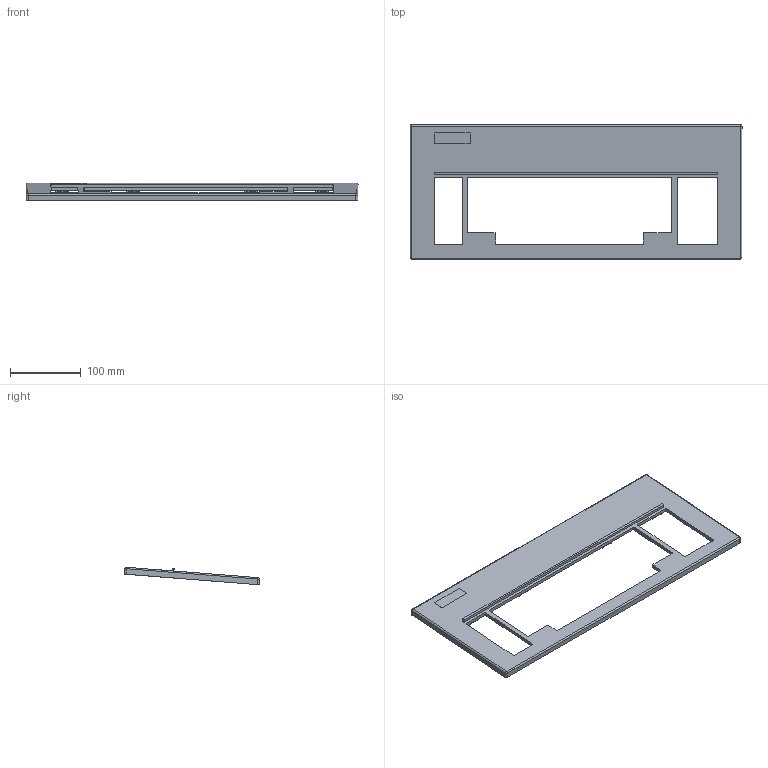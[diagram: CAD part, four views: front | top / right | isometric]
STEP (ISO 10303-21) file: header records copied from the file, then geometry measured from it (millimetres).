
FILE_DESCRIPTION(/* description */ (''),/* implementation_level */ '2;1');
FILE_NAME(/* name */ 'top_case.step',/* time_stamp */ '2025-04-16T18:05:49+02:00',/* author */ (''),/* organization */ (''),/* preprocessor_version */ 'ST-DEVELOPER v20.1',/* originating_system */ 'Autodesk Translation Framework v14.4.0.0',/* authorisation */ '');
FILE_SCHEMA (('AUTOMOTIVE_DESIGN { 1 0 10303 214 3 1 1 }'));
Length unit declared in the file: millimetre
Products named in the file (1): Keyboard case
Bounding box: 470 x 191.03 x 24.7 mm (x, y, z)
Volume: 328466.2 mm3; surface area: 137639 mm2
Topology: 1 solids, 1 shells, 272 faces, 712 edges, 468 vertices
Faces by surface type: plane 168, cylinder 100, sphere 2, bspline 2
Full cylindrical faces by diameter (mm): 1.6 x4, 2.5 x18
Entity records: 8421 total; most frequent: CARTESIAN_POINT 1469, DIRECTION 1456, ORIENTED_EDGE 1424, EDGE_CURVE 712, LINE 510, VECTOR 510, AXIS2_PLACEMENT_3D 473, VERTEX_POINT 468
